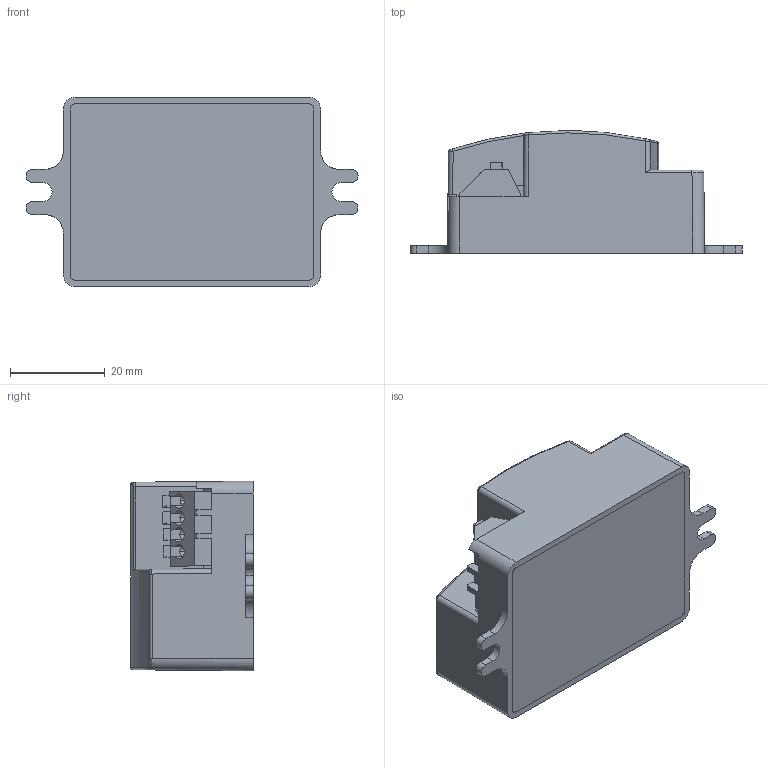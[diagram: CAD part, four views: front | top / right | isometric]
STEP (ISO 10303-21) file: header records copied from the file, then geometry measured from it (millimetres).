
FILE_DESCRIPTION (( 'STEP AP214' ), '1' );
FILE_NAME ('OCC58GRS02S-3_3D.step', '2024-04-30T20:38:17', ( '' ), ( '' ), 'SwSTEP 2.0', 'SolidWorks 2022', '' );
FILE_SCHEMA (( 'AUTOMOTIVE_DESIGN' ));
Length unit declared in the file: millimetre
Products named in the file (4): OCC58GRS02S-3_3D; OCC58GRS02S-31^OCC58GRS02S-3; pcb^OCC58GRS02S-3; OCC58GRS02S-34^OCC58GRS02S-3
Assembly tree (5 placements, depth 2):
  OCC58GRS02S-3_3D
    OCC58GRS02S-31^OCC58GRS02S-3
    OCC58GRS02S-34^OCC58GRS02S-3  x3
    pcb^OCC58GRS02S-3
Bounding box: 70 x 25.86 x 40 mm (x, y, z)
Volume: 13432.7 mm3; surface area: 18115.4 mm2
Topology: 6 solids, 6 shells, 405 faces, 1062 edges, 694 vertices
Faces by surface type: plane 255, cylinder 108, bspline 18, torus 12, cone 10, sphere 2
Entity records: 10573 total; most frequent: CARTESIAN_POINT 2433, ORIENTED_EDGE 1732, DIRECTION 1553, EDGE_CURVE 866, LINE 593, VECTOR 593, VERTEX_POINT 566, AXIS2_PLACEMENT_3D 480
